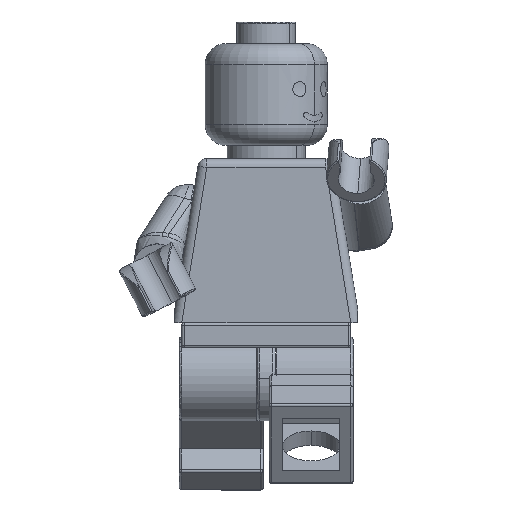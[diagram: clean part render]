
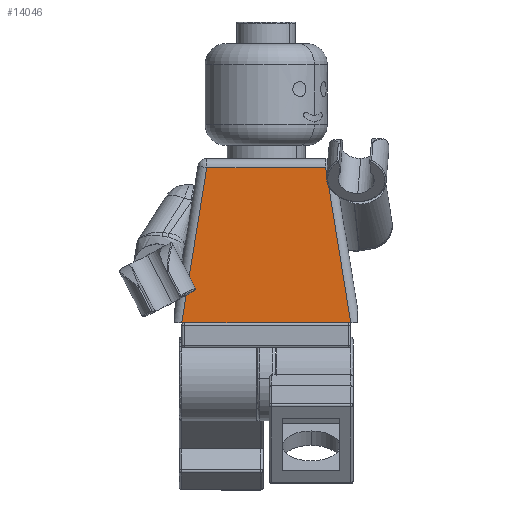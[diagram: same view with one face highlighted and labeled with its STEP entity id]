
A CAD part, top view. The second image highlights one B-rep face of the part: STEP entity #14046.
In plain terms, the highlighted planar face has unit normal (0, 0, 1).
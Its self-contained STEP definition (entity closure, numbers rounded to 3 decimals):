
#464 = EDGE_LOOP ( 'NONE', ( #13701, #7357, #5096, #3403 ) ) ;
#633 = LINE ( 'NONE', #9625, #13368 ) ;
#1007 = VERTEX_POINT ( 'NONE', #15254 ) ;
#1320 = EDGE_CURVE ( 'NONE', #14636, #13696, #633, .T. ) ;
#1324 = AXIS2_PLACEMENT_3D ( 'NONE', #11563, #6675, #15326 ) ;
#1523 = FACE_OUTER_BOUND ( 'NONE', #464, .T. ) ;
#3141 = LINE ( 'NONE', #15715, #15911 ) ;
#3403 = ORIENTED_EDGE ( 'NONE', *, *, #13107, .T. ) ;
#4266 = EDGE_CURVE ( 'NONE', #1007, #10846, #14563, .T. ) ;
#4268 = LINE ( 'NONE', #15575, #14489 ) ;
#5096 = ORIENTED_EDGE ( 'NONE', *, *, #1320, .T. ) ;
#5491 = DIRECTION ( 'NONE',  ( 1., 0., 0. ) ) ;
#6675 = DIRECTION ( 'NONE',  ( 0., 0., -1. ) ) ;
#7357 = ORIENTED_EDGE ( 'NONE', *, *, #11170, .F. ) ;
#7731 = CARTESIAN_POINT ( 'NONE',  ( 4.961, 12.95, 3.9 ) ) ;
#7994 = VECTOR ( 'NONE', #5491, 1000. ) ;
#8173 = DIRECTION ( 'NONE',  ( -0.159, -0.987, 0. ) ) ;
#9036 = PLANE ( 'NONE',  #1324 ) ;
#9625 = CARTESIAN_POINT ( 'NONE',  ( 0., 12.95, 3.9 ) ) ;
#9681 = DIRECTION ( 'NONE',  ( -1., 0., 0. ) ) ;
#9879 = CARTESIAN_POINT ( 'NONE',  ( 7.052, 0., 3.9 ) ) ;
#10846 = VERTEX_POINT ( 'NONE', #9879 ) ;
#11170 = EDGE_CURVE ( 'NONE', #14636, #10846, #3141, .T. ) ;
#11563 = CARTESIAN_POINT ( 'NONE',  ( 0., 0., 3.9 ) ) ;
#12001 = DIRECTION ( 'NONE',  ( 0.159, -0.987, 0. ) ) ;
#12856 = CARTESIAN_POINT ( 'NONE',  ( 0., 0., 3.9 ) ) ;
#13107 = EDGE_CURVE ( 'NONE', #13696, #1007, #4268, .T. ) ;
#13368 = VECTOR ( 'NONE', #9681, 1000. ) ;
#13696 = VERTEX_POINT ( 'NONE', #14377 ) ;
#13701 = ORIENTED_EDGE ( 'NONE', *, *, #4266, .T. ) ;
#14046 = ADVANCED_FACE ( 'NONE', ( #1523 ), #9036, .F. ) ;
#14377 = CARTESIAN_POINT ( 'NONE',  ( -4.961, 12.95, 3.9 ) ) ;
#14489 = VECTOR ( 'NONE', #8173, 1000. ) ;
#14563 = LINE ( 'NONE', #12856, #7994 ) ;
#14636 = VERTEX_POINT ( 'NONE', #7731 ) ;
#15254 = CARTESIAN_POINT ( 'NONE',  ( -7.052, 0., 3.9 ) ) ;
#15326 = DIRECTION ( 'NONE',  ( -1., 0., 0. ) ) ;
#15575 = CARTESIAN_POINT ( 'NONE',  ( -6.873, 1.109, 3.9 ) ) ;
#15715 = CARTESIAN_POINT ( 'NONE',  ( 6.873, 1.109, 3.9 ) ) ;
#15911 = VECTOR ( 'NONE', #12001, 1000. ) ;
